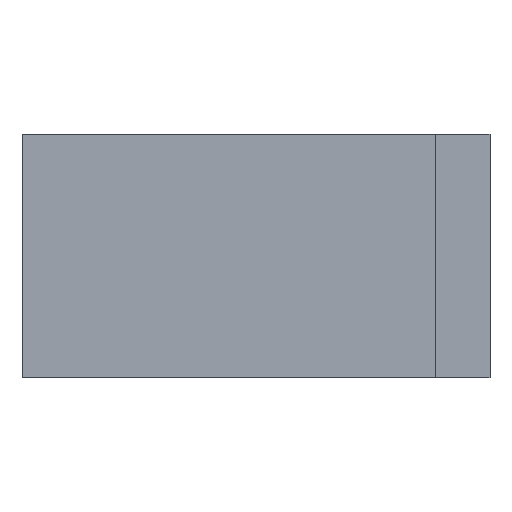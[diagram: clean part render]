
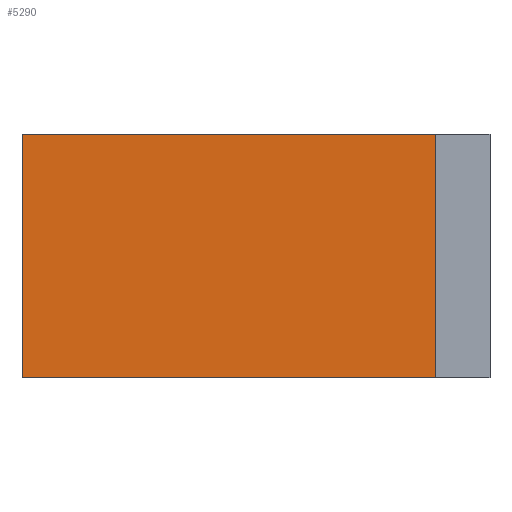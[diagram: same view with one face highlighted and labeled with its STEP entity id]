
A CAD part, left-side view. The second image highlights one B-rep face of the part: STEP entity #5290.
In plain terms, the highlighted planar face has unit normal (-1, 0, 0).
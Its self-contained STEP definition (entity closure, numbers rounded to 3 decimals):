
#482=PLANE('',#5706);
#795=FACE_OUTER_BOUND('',#1123,.T.);
#1123=EDGE_LOOP('',(#4689,#4690,#4691,#4692));
#1411=LINE('',#20511,#1730);
#1445=LINE('',#20604,#1764);
#1446=LINE('',#20607,#1765);
#1447=LINE('',#20608,#1766);
#1730=VECTOR('',#6716,10.);
#1764=VECTOR('',#6820,10.);
#1765=VECTOR('',#6823,10.);
#1766=VECTOR('',#6824,10.);
#2342=VERTEX_POINT('',#20508);
#2343=VERTEX_POINT('',#20510);
#2367=VERTEX_POINT('',#20602);
#2368=VERTEX_POINT('',#20606);
#3107=EDGE_CURVE('',#2342,#2343,#1411,.T.);
#3155=EDGE_CURVE('',#2342,#2367,#1445,.T.);
#3156=EDGE_CURVE('',#2368,#2367,#1446,.T.);
#3157=EDGE_CURVE('',#2343,#2368,#1447,.T.);
#4689=ORIENTED_EDGE('',*,*,#3155,.T.);
#4690=ORIENTED_EDGE('',*,*,#3156,.F.);
#4691=ORIENTED_EDGE('',*,*,#3157,.F.);
#4692=ORIENTED_EDGE('',*,*,#3107,.F.);
#5290=ADVANCED_FACE('',(#795),#482,.T.);
#5706=AXIS2_PLACEMENT_3D('',#20605,#6821,#6822);
#6716=DIRECTION('',(0.,1.,0.));
#6820=DIRECTION('',(0.,0.,1.));
#6821=DIRECTION('center_axis',(-1.,0.,0.));
#6822=DIRECTION('ref_axis',(0.,-1.,0.));
#6823=DIRECTION('',(0.,-1.,0.));
#6824=DIRECTION('',(0.,0.,1.));
#20508=CARTESIAN_POINT('',(-75.,-28.,-19.));
#20510=CARTESIAN_POINT('',(-75.,36.5,-19.));
#20511=CARTESIAN_POINT('',(-75.,-36.5,-19.));
#20602=CARTESIAN_POINT('',(-75.,-28.,19.));
#20604=CARTESIAN_POINT('',(-75.,-28.,0.));
#20605=CARTESIAN_POINT('Origin',(-75.,36.5,0.));
#20606=CARTESIAN_POINT('',(-75.,36.5,19.));
#20607=CARTESIAN_POINT('',(-75.,-36.5,19.));
#20608=CARTESIAN_POINT('',(-75.,36.5,0.));
